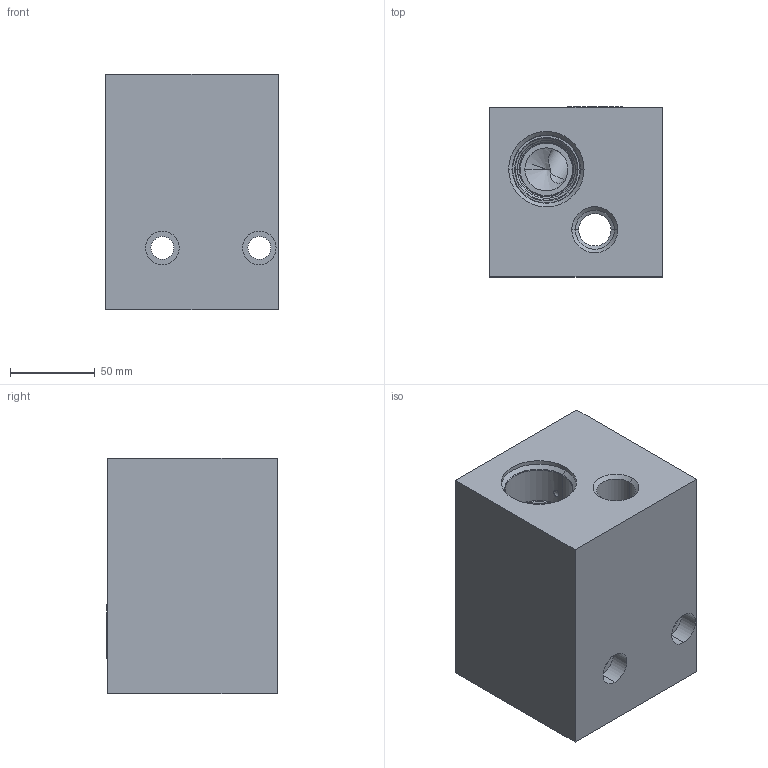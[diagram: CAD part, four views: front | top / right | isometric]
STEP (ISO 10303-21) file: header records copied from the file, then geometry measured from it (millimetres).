
FILE_DESCRIPTION((''),'2;1');
FILE_NAME('YVT_ASM','2021-03-25T',('ProEService'),(''),'PRO/ENGINEER BY PARAMETRIC TECHNOLOGY CORPORATION, 2014200','PRO/ENGINEER BY PARAMETRIC TECHNOLOGY CORPORATION, 2014200','');
FILE_SCHEMA(('CONFIG_CONTROL_DESIGN'));
Length unit declared in the file: inch
Products named in the file (3): 150-805-001; 500-001-121; YVT_ASM
Assembly tree (2 placements, depth 2):
  YVT_ASM
    150-805-001
    500-001-121
Bounding box: 101.6 x 100.48 x 138.91 mm (x, y, z)
Volume: 1130189.1 mm3; surface area: 120904.8 mm2
Topology: 2 solids, 2 shells, 143 faces, 577 edges, 543 vertices
Faces by surface type: cylinder 64, cone 42, plane 14, torus 10, sphere 9, revolution 4
Entity records: 7625 total; most frequent: CARTESIAN_POINT 3048, DIRECTION 940, ORIENTED_EDGE 702, EDGE_CURVE 351, VECTOR 332, LINE 332, AXIS2_PLACEMENT_3D 302, TRIMMED_CURVE 218
